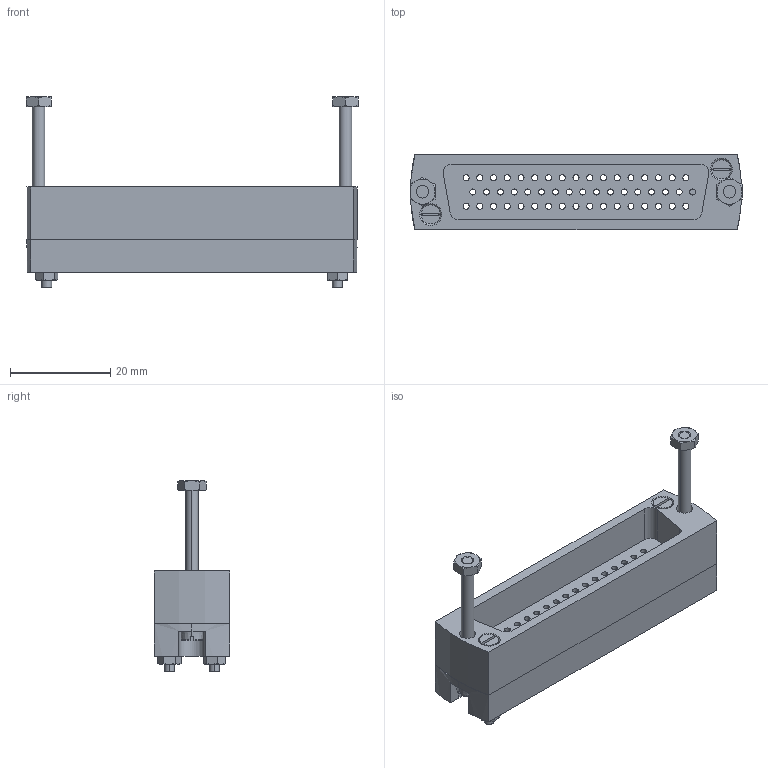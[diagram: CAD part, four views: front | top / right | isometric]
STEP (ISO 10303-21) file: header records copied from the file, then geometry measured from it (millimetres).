
FILE_DESCRIPTION (( 'STEP AP214' ), '1' );
FILE_NAME ('211-MS50-PK.STEP', '2014-04-01T07:43:28', ( '' ), ( '' ), 'SwSTEP 2.0', 'SolidWorks 2013', '' );
FILE_SCHEMA (( 'AUTOMOTIVE_DESIGN' ));
Length unit declared in the file: millimetre
Products named in the file (7): Hexagon Nut ISO 4032 - M2.5 - D - N_Hexagon Nut ISO 4032 - M2.5 - D - N; ISO 1207 - M2.5 x 30 --- 30N_ISO 1207 - M2.5 x 30 --- 30N; ISO 2009 - M2 x 20 --- 20C_ISO 2009 - M2 x 20 --- 20C; Hexagon Nut ISO 4032 - M2 - D - N_Hexagon Nut ISO 4032 - M2 - D - N; 9211-FSX-PK-BP_9211-FS50-PK-BP; 9211-MSX-PK-FP_old Version MS50; 211-MS50-PK
Assembly tree (10 placements, depth 2):
  211-MS50-PK
    9211-MSX-PK-FP_old Version MS50
    9211-FSX-PK-BP_9211-FS50-PK-BP
    Hexagon Nut ISO 4032 - M2 - D - N_Hexagon Nut ISO 4032 - M2 - D - N  x2
    ISO 2009 - M2 x 20 --- 20C_ISO 2009 - M2 x 20 --- 20C  x2
    ISO 1207 - M2.5 x 30 --- 30N_ISO 1207 - M2.5 x 30 --- 30N  x2
    Hexagon Nut ISO 4032 - M2.5 - D - N_Hexagon Nut ISO 4032 - M2.5 - D - N  x2
Bounding box: 66.2 x 15 x 38 mm (x, y, z)
Volume: 10911.3 mm3; surface area: 11671.7 mm2
Topology: 10 solids, 10 shells, 884 faces, 2040 edges, 1230 vertices
Faces by surface type: cylinder 468, cone 280, plane 128, torus 8
Entity records: 23841 total; most frequent: DIRECTION 4490, CARTESIAN_POINT 4107, ORIENTED_EDGE 3716, AXIS2_PLACEMENT_3D 1878, EDGE_CURVE 1858, VERTEX_POINT 1122, EDGE_LOOP 1080, CIRCLE 1064
